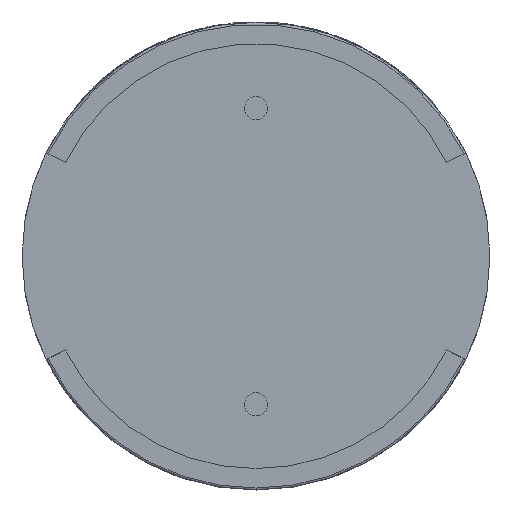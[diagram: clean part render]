
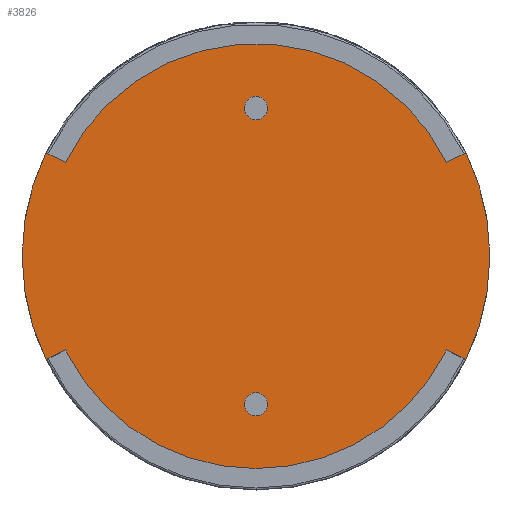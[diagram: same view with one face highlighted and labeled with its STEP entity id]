
A CAD part, front view. The second image highlights one B-rep face of the part: STEP entity #3826.
In plain terms, the highlighted planar face has unit normal (0, -1, 0).
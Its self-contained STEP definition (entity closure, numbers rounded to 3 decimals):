
#27 = VERTEX_POINT ( 'NONE', #4906 ) ;
#119 = CIRCLE ( 'NONE', #5614, 6. ) ;
#131 = AXIS2_PLACEMENT_3D ( 'NONE', #10090, #5004, #10944 ) ;
#274 = VECTOR ( 'NONE', #9162, 1000. ) ;
#471 = VERTEX_POINT ( 'NONE', #10083 ) ;
#564 = CARTESIAN_POINT ( 'NONE',  ( 4.89, 0.5, 2.407 ) ) ;
#777 = CARTESIAN_POINT ( 'NONE',  ( -4.89, 0.5, -2.407 ) ) ;
#881 = ORIENTED_EDGE ( 'NONE', *, *, #5694, .T. ) ;
#942 = LINE ( 'NONE', #564, #3224 ) ;
#1003 = DIRECTION ( 'NONE',  ( 0., -1., 0. ) ) ;
#1036 = CIRCLE ( 'NONE', #8821, 5.45 ) ;
#1184 = CARTESIAN_POINT ( 'NONE',  ( -4.89, 0.5, -2.407 ) ) ;
#1276 = ORIENTED_EDGE ( 'NONE', *, *, #10089, .T. ) ;
#1330 = CARTESIAN_POINT ( 'NONE',  ( 5.383, 0.5, -2.65 ) ) ;
#1574 = VERTEX_POINT ( 'NONE', #8628 ) ;
#1588 = EDGE_CURVE ( 'NONE', #10375, #10295, #4469, .T. ) ;
#1630 = ORIENTED_EDGE ( 'NONE', *, *, #4968, .T. ) ;
#1814 = CARTESIAN_POINT ( 'NONE',  ( 0., 0.5, 0. ) ) ;
#1876 = CARTESIAN_POINT ( 'NONE',  ( 0., 0.5, 0. ) ) ;
#2155 = DIRECTION ( 'NONE',  ( 0., -1., 0. ) ) ;
#2669 = DIRECTION ( 'NONE',  ( 0., 0., -1. ) ) ;
#2734 = DIRECTION ( 'NONE',  ( 0., 0., -1. ) ) ;
#3224 = VECTOR ( 'NONE', #6481, 1000. ) ;
#3341 = EDGE_CURVE ( 'NONE', #471, #10916, #10715, .T. ) ;
#3826 = ADVANCED_FACE ( 'NONE', ( #7138 ), #9471, .T. ) ;
#4295 = CARTESIAN_POINT ( 'NONE',  ( 0., 0.5, 0. ) ) ;
#4321 = AXIS2_PLACEMENT_3D ( 'NONE', #7246, #2155, #8092 ) ;
#4469 = CIRCLE ( 'NONE', #10355, 5.45 ) ;
#4669 = EDGE_LOOP ( 'NONE', ( #7347, #7041, #1276, #9221, #5345, #881, #7300, #6972, #1630 ) ) ;
#4906 = CARTESIAN_POINT ( 'NONE',  ( 5.383, 0.5, 2.65 ) ) ;
#4968 = EDGE_CURVE ( 'NONE', #27, #10375, #942, .T. ) ;
#5004 = DIRECTION ( 'NONE',  ( 0., -1., 0. ) ) ;
#5062 = DIRECTION ( 'NONE',  ( 0.897, 0., -0.442 ) ) ;
#5142 = DIRECTION ( 'NONE',  ( 0., 0., 1. ) ) ;
#5345 = ORIENTED_EDGE ( 'NONE', *, *, #10799, .T. ) ;
#5614 = AXIS2_PLACEMENT_3D ( 'NONE', #4295, #10233, #5142 ) ;
#5694 = EDGE_CURVE ( 'NONE', #6268, #6468, #7857, .T. ) ;
#5967 = EDGE_CURVE ( 'NONE', #10295, #1574, #6802, .T. ) ;
#5994 = EDGE_CURVE ( 'NONE', #9903, #27, #9045, .T. ) ;
#5995 = VECTOR ( 'NONE', #5062, 1000. ) ;
#6092 = CARTESIAN_POINT ( 'NONE',  ( 0., 0.5, 0. ) ) ;
#6268 = VERTEX_POINT ( 'NONE', #6969 ) ;
#6413 = CARTESIAN_POINT ( 'NONE',  ( 4.89, 0.5, -2.407 ) ) ;
#6463 = EDGE_CURVE ( 'NONE', #6468, #9903, #9981, .T. ) ;
#6468 = VERTEX_POINT ( 'NONE', #6782 ) ;
#6481 = DIRECTION ( 'NONE',  ( -0.897, 0., -0.442 ) ) ;
#6646 = CARTESIAN_POINT ( 'NONE',  ( -4.89, 0.5, 2.407 ) ) ;
#6689 = AXIS2_PLACEMENT_3D ( 'NONE', #6092, #1003, #6960 ) ;
#6743 = VECTOR ( 'NONE', #9056, 1000. ) ;
#6782 = CARTESIAN_POINT ( 'NONE',  ( 4.89, 0.5, -2.407 ) ) ;
#6802 = LINE ( 'NONE', #6646, #274 ) ;
#6960 = DIRECTION ( 'NONE',  ( 0., 0., -1. ) ) ;
#6969 = CARTESIAN_POINT ( 'NONE',  ( 0., 0.5, -5.45 ) ) ;
#6972 = ORIENTED_EDGE ( 'NONE', *, *, #5994, .T. ) ;
#7041 = ORIENTED_EDGE ( 'NONE', *, *, #5967, .T. ) ;
#7138 = FACE_OUTER_BOUND ( 'NONE', #4669, .T. ) ;
#7246 = CARTESIAN_POINT ( 'NONE',  ( 0., 0.5, 0. ) ) ;
#7300 = ORIENTED_EDGE ( 'NONE', *, *, #6463, .T. ) ;
#7347 = ORIENTED_EDGE ( 'NONE', *, *, #1588, .T. ) ;
#7601 = CARTESIAN_POINT ( 'NONE',  ( 4.89, 0.5, 2.407 ) ) ;
#7766 = DIRECTION ( 'NONE',  ( 0., -1., 0. ) ) ;
#7822 = DIRECTION ( 'NONE',  ( 0., -1., 0. ) ) ;
#7857 = CIRCLE ( 'NONE', #4321, 5.45 ) ;
#8092 = DIRECTION ( 'NONE',  ( 0., 0., -1. ) ) ;
#8161 = CARTESIAN_POINT ( 'NONE',  ( -4.89, 0.5, 2.407 ) ) ;
#8628 = CARTESIAN_POINT ( 'NONE',  ( -5.383, 0.5, 2.65 ) ) ;
#8821 = AXIS2_PLACEMENT_3D ( 'NONE', #1814, #7766, #2669 ) ;
#9045 = CIRCLE ( 'NONE', #131, 6. ) ;
#9056 = DIRECTION ( 'NONE',  ( 0.897, 0., 0.442 ) ) ;
#9162 = DIRECTION ( 'NONE',  ( -0.897, 0., 0.442 ) ) ;
#9221 = ORIENTED_EDGE ( 'NONE', *, *, #3341, .T. ) ;
#9471 = PLANE ( 'NONE',  #6689 ) ;
#9903 = VERTEX_POINT ( 'NONE', #1330 ) ;
#9981 = LINE ( 'NONE', #6413, #5995 ) ;
#10083 = CARTESIAN_POINT ( 'NONE',  ( -5.383, 0.5, -2.65 ) ) ;
#10089 = EDGE_CURVE ( 'NONE', #1574, #471, #119, .T. ) ;
#10090 = CARTESIAN_POINT ( 'NONE',  ( 0., 0.5, 0. ) ) ;
#10233 = DIRECTION ( 'NONE',  ( 0., -1., 0. ) ) ;
#10295 = VERTEX_POINT ( 'NONE', #8161 ) ;
#10355 = AXIS2_PLACEMENT_3D ( 'NONE', #1876, #7822, #2734 ) ;
#10375 = VERTEX_POINT ( 'NONE', #7601 ) ;
#10715 = LINE ( 'NONE', #777, #6743 ) ;
#10799 = EDGE_CURVE ( 'NONE', #10916, #6268, #1036, .T. ) ;
#10916 = VERTEX_POINT ( 'NONE', #1184 ) ;
#10944 = DIRECTION ( 'NONE',  ( 0., 0., -1. ) ) ;
